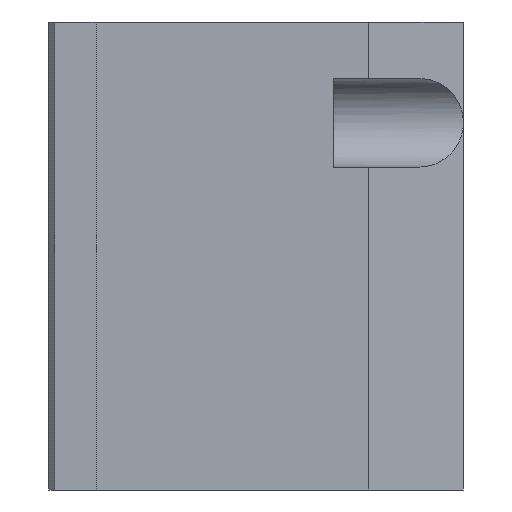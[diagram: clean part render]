
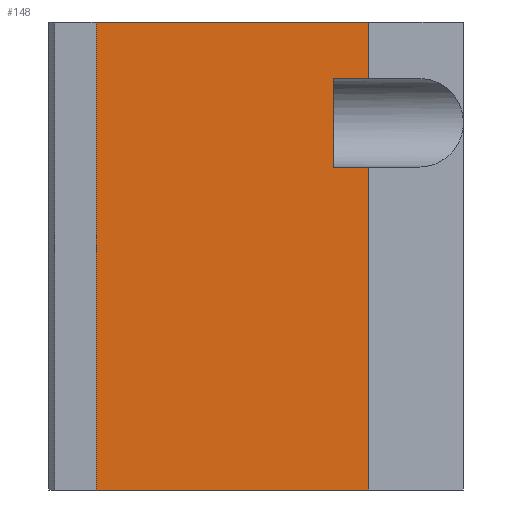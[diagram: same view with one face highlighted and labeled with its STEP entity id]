
A CAD part, left-side view. The second image highlights one B-rep face of the part: STEP entity #148.
In plain terms, the highlighted planar face has unit normal (-1, 0, 0).
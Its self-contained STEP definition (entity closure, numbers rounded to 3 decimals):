
#148 = ADVANCED_FACE( '', ( #319 ), #320, .F. );
#319 = FACE_OUTER_BOUND( '', #493, .T. );
#320 = PLANE( '', #494 );
#493 = EDGE_LOOP( '', ( #855, #856, #857, #858, #859, #860, #861, #862 ) );
#494 = AXIS2_PLACEMENT_3D( '', #863, #864, #865 );
#855 = ORIENTED_EDGE( '', *, *, #1094, .F. );
#856 = ORIENTED_EDGE( '', *, *, #1073, .F. );
#857 = ORIENTED_EDGE( '', *, *, #1014, .F. );
#858 = ORIENTED_EDGE( '', *, *, #1082, .T. );
#859 = ORIENTED_EDGE( '', *, *, #1095, .T. );
#860 = ORIENTED_EDGE( '', *, *, #1087, .F. );
#861 = ORIENTED_EDGE( '', *, *, #1037, .F. );
#862 = ORIENTED_EDGE( '', *, *, #1068, .T. );
#863 = CARTESIAN_POINT( '', ( -42.5, 62., 79. ) );
#864 = DIRECTION( '', ( 1., 0., 0. ) );
#865 = DIRECTION( '', ( 0., 0., -1. ) );
#1014 = EDGE_CURVE( '', #1223, #1225, #1226, .T. );
#1037 = EDGE_CURVE( '', #1258, #1259, #1260, .T. );
#1068 = EDGE_CURVE( '', #1258, #1302, #1304, .T. );
#1073 = EDGE_CURVE( '', #1225, #1308, #1311, .T. );
#1082 = EDGE_CURVE( '', #1223, #1320, #1322, .T. );
#1087 = EDGE_CURVE( '', #1259, #1326, #1327, .T. );
#1094 = EDGE_CURVE( '', #1308, #1302, #1336, .T. );
#1095 = EDGE_CURVE( '', #1320, #1326, #1337, .T. );
#1223 = VERTEX_POINT( '', #1564 );
#1225 = VERTEX_POINT( '', #1567 );
#1226 = LINE( '', #1568, #1569 );
#1258 = VERTEX_POINT( '', #1609 );
#1259 = VERTEX_POINT( '', #1610 );
#1260 = LINE( '', #1611, #1612 );
#1302 = VERTEX_POINT( '', #1665 );
#1304 = LINE( '', #1668, #1669 );
#1308 = VERTEX_POINT( '', #1673 );
#1311 = LINE( '', #1678, #1679 );
#1320 = VERTEX_POINT( '', #1690 );
#1322 = LINE( '', #1693, #1694 );
#1326 = VERTEX_POINT( '', #1698 );
#1327 = LINE( '', #1699, #1700 );
#1336 = LINE( '', #1711, #1712 );
#1337 = LINE( '', #1713, #1714 );
#1564 = CARTESIAN_POINT( '', ( -42.5, 62., 79. ) );
#1567 = CARTESIAN_POINT( '', ( -42.5, 16., 79. ) );
#1568 = CARTESIAN_POINT( '', ( -42.5, 62., 79. ) );
#1569 = VECTOR( '', #1814, 1000. );
#1609 = CARTESIAN_POINT( '', ( -42.5, 22., 54.5 ) );
#1610 = CARTESIAN_POINT( '', ( -42.5, 16., 54.5 ) );
#1611 = CARTESIAN_POINT( '', ( -42.5, 62., 54.5 ) );
#1612 = VECTOR( '', #1847, 1000. );
#1665 = CARTESIAN_POINT( '', ( -42.5, 22., 69.5 ) );
#1668 = CARTESIAN_POINT( '', ( -42.5, 22., 79. ) );
#1669 = VECTOR( '', #1884, 1000. );
#1673 = CARTESIAN_POINT( '', ( -42.5, 16., 69.5 ) );
#1678 = CARTESIAN_POINT( '', ( -42.5, 16., 79. ) );
#1679 = VECTOR( '', #1890, 1000. );
#1690 = CARTESIAN_POINT( '', ( -42.5, 62., 0. ) );
#1693 = CARTESIAN_POINT( '', ( -42.5, 62., 79. ) );
#1694 = VECTOR( '', #1897, 1000. );
#1698 = CARTESIAN_POINT( '', ( -42.5, 16., 0. ) );
#1699 = CARTESIAN_POINT( '', ( -42.5, 16., 79. ) );
#1700 = VECTOR( '', #1898, 1000. );
#1711 = CARTESIAN_POINT( '', ( -42.5, 62., 69.5 ) );
#1712 = VECTOR( '', #1904, 1000. );
#1713 = CARTESIAN_POINT( '', ( -42.5, 62., 0. ) );
#1714 = VECTOR( '', #1905, 1000. );
#1814 = DIRECTION( '', ( 0., -1., 0. ) );
#1847 = DIRECTION( '', ( 0., -1., 0. ) );
#1884 = DIRECTION( '', ( 0., 0., 1. ) );
#1890 = DIRECTION( '', ( 0., 0., -1. ) );
#1897 = DIRECTION( '', ( 0., 0., -1. ) );
#1898 = DIRECTION( '', ( 0., 0., -1. ) );
#1904 = DIRECTION( '', ( 0., 1., 0. ) );
#1905 = DIRECTION( '', ( 0., -1., 0. ) );
